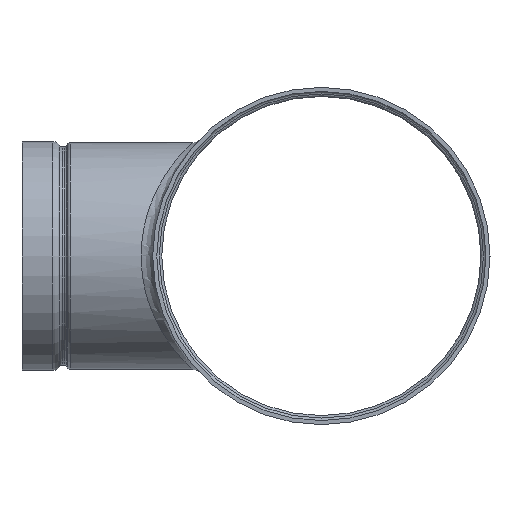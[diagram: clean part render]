
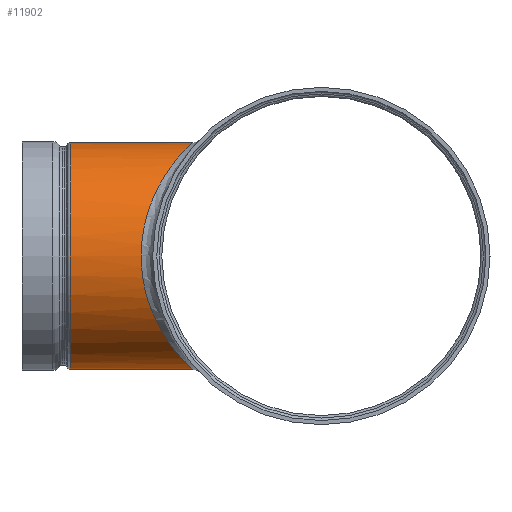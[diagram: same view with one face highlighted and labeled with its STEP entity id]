
A CAD part, left-side view. The second image highlights one B-rep face of the part: STEP entity #11902.
In plain terms, the highlighted cylindrical face has radius 56.591 mm (diameter 113.182 mm), a full revolution.
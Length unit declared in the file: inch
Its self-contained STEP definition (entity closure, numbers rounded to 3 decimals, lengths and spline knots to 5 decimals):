
#685 = CARTESIAN_POINT ( 'NONE',  ( -1.9431, 3.32241, -1.15529 ) ) ;
#793 = CARTESIAN_POINT ( 'NONE',  ( 1.7819, 3.20758, 1.37712 ) ) ;
#2963 = CARTESIAN_POINT ( 'NONE',  ( -2.09465, 3.43643, 0.85423 ) ) ;
#3178 = CARTESIAN_POINT ( 'NONE',  ( -1.53076, 3.03863, -1.66048 ) ) ;
#3365 = AXIS2_PLACEMENT_3D ( 'NONE', #23083, #8170, #7208 ) ;
#3499 = CARTESIAN_POINT ( 'NONE',  ( 2.25797, 3.56403, 0.17771 ) ) ;
#3508 = FACE_OUTER_BOUND ( 'NONE', #14557, .T. ) ;
#5212 = DIRECTION ( 'NONE',  ( 0., 1., 0. ) ) ;
#5885 = CARTESIAN_POINT ( 'NONE',  ( 1.53078, 3.03869, -1.66045 ) ) ;
#6293 = CARTESIAN_POINT ( 'NONE',  ( 0., 2.52867, 2.22804 ) ) ;
#6543 = VERTEX_POINT ( 'NONE', #6293 ) ;
#7208 = DIRECTION ( 'NONE',  ( 1., 0., 0. ) ) ;
#8082 = CARTESIAN_POINT ( 'NONE',  ( -0.17325, 2.52869, 2.22803 ) ) ;
#8170 = DIRECTION ( 'NONE',  ( 0., 1., 0. ) ) ;
#8184 = CARTESIAN_POINT ( 'NONE',  ( 0.17325, 2.52866, 2.22805 ) ) ;
#8481 = CARTESIAN_POINT ( 'NONE',  ( -2.228, 4.9289, 0. ) ) ;
#10566 = CARTESIAN_POINT ( 'NONE',  ( -2.25798, 3.56406, 0.17768 ) ) ;
#10880 = CARTESIAN_POINT ( 'NONE',  ( -0.00005, 2.51878, -2.23711 ) ) ;
#11902 = ADVANCED_FACE ( 'NONE', ( #3508, #29890 ), #28345, .T. ) ;
#12841 = CARTESIAN_POINT ( 'NONE',  ( 0., 2.52867, 2.22804 ) ) ;
#13047 = CARTESIAN_POINT ( 'NONE',  ( -2.20184, 3.51972, -0.52581 ) ) ;
#13513 = EDGE_CURVE ( 'NONE', #31034, #31034, #25910, .T. ) ;
#13759 = AXIS2_PLACEMENT_3D ( 'NONE', #20054, #5212, #25046 ) ;
#14557 = EDGE_LOOP ( 'NONE', ( #19403 ) ) ;
#15541 = CARTESIAN_POINT ( 'NONE',  ( 0., 2.52867, 2.22804 ) ) ;
#15647 = CARTESIAN_POINT ( 'NONE',  ( 0.99912, 2.7406, -2.02701 ) ) ;
#15970 = CARTESIAN_POINT ( 'NONE',  ( 2.09464, 3.43645, 0.85426 ) ) ;
#17704 = CARTESIAN_POINT ( 'NONE',  ( -1.78192, 3.20765, 1.37707 ) ) ;
#17810 = CARTESIAN_POINT ( 'NONE',  ( -1.40019, 2.96273, 1.75523 ) ) ;
#18133 = CARTESIAN_POINT ( 'NONE',  ( 0.75514, 2.6608, 2.10104 ) ) ;
#18560 = CARTESIAN_POINT ( 'NONE',  ( 0.46279, 2.5587, -2.20071 ) ) ;
#19403 = ORIENTED_EDGE ( 'NONE', *, *, #13513, .F. ) ;
#20054 = CARTESIAN_POINT ( 'NONE',  ( 0., 4.9289, 0. ) ) ;
#20407 = CARTESIAN_POINT ( 'NONE',  ( 0., 2.52867, 2.22804 ) ) ;
#20728 = CARTESIAN_POINT ( 'NONE',  ( 0.43311, 2.56329, 2.19706 ) ) ;
#20830 = CARTESIAN_POINT ( 'NONE',  ( 0., 2.52867, 2.22804 ) ) ;
#20932 = CARTESIAN_POINT ( 'NONE',  ( 2.20187, 3.51978, -0.52575 ) ) ;
#21870 = B_SPLINE_CURVE_WITH_KNOTS ( 'NONE', 3,
 ( #12841, #15541, #20407, #22888, #8082, #30188, #22784, #17810, #17704, #2963, #10566, #13047, #685, #3178, #29970, #25075, #10880, #18560, #15647, #5885, #23310, #20932, #3499, #15970, #793, #28234, #28339, #18133, #20728, #8184, #20830 ),
 .UNSPECIFIED., .T., .F.,
 ( 4, 3, 1, 1, 1, 1, 1, 1, 1, 1, 1, 1, 1, 1, 1, 1, 1, 1, 1, 1, 1, 1, 1, 1, 1, 1, 4 ),
 ( 0., 0., 0.03571, 0.07143, 0.10714, 0.14286, 0.19048, 0.2381, 0.28571, 0.33333, 0.38095, 0.42857, 0.47619, 0.5, 0.52381, 0.57143, 0.61905, 0.66667, 0.71429, 0.7619, 0.80952, 0.85714, 0.89286, 0.92857, 0.94643, 0.96429, 1. ),
 .UNSPECIFIED. ) ;
#22784 = CARTESIAN_POINT ( 'NONE',  ( -0.99055, 2.74641, 2.01555 ) ) ;
#22888 = CARTESIAN_POINT ( 'NONE',  ( 0., 2.52867, 2.22804 ) ) ;
#23083 = CARTESIAN_POINT ( 'NONE',  ( 0., 2.48007, 0. ) ) ;
#23310 = CARTESIAN_POINT ( 'NONE',  ( 1.94312, 3.32236, -1.15526 ) ) ;
#24533 = EDGE_LOOP ( 'NONE', ( #32176 ) ) ;
#25046 = DIRECTION ( 'NONE',  ( -1., 0., 0. ) ) ;
#25075 = CARTESIAN_POINT ( 'NONE',  ( -0.46274, 2.55871, -2.20071 ) ) ;
#25910 = CIRCLE ( 'NONE', #13759, 2.228 ) ;
#28234 = CARTESIAN_POINT ( 'NONE',  ( 1.40015, 2.96281, 1.75519 ) ) ;
#28339 = CARTESIAN_POINT ( 'NONE',  ( 1.05887, 2.78231, 1.97224 ) ) ;
#28345 = CYLINDRICAL_SURFACE ( 'NONE', #3365, 2.228 ) ;
#29890 = FACE_OUTER_BOUND ( 'NONE', #24533, .T. ) ;
#29970 = CARTESIAN_POINT ( 'NONE',  ( -0.99914, 2.74061, -2.02701 ) ) ;
#30010 = EDGE_CURVE ( 'NONE', #6543, #6543, #21870, .T. ) ;
#30188 = CARTESIAN_POINT ( 'NONE',  ( -0.51977, 2.57492, 2.18668 ) ) ;
#31034 = VERTEX_POINT ( 'NONE', #8481 ) ;
#32176 = ORIENTED_EDGE ( 'NONE', *, *, #30010, .F. ) ;
